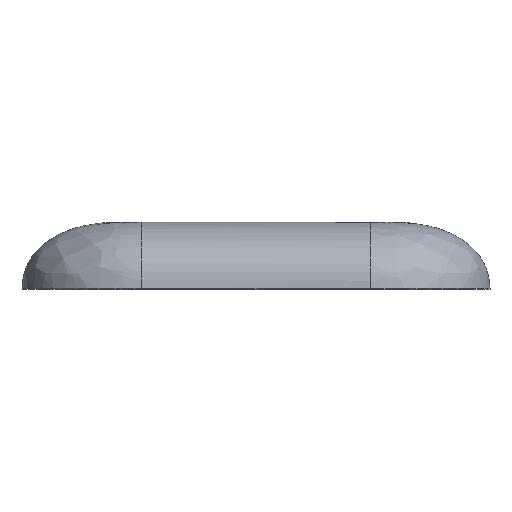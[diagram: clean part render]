
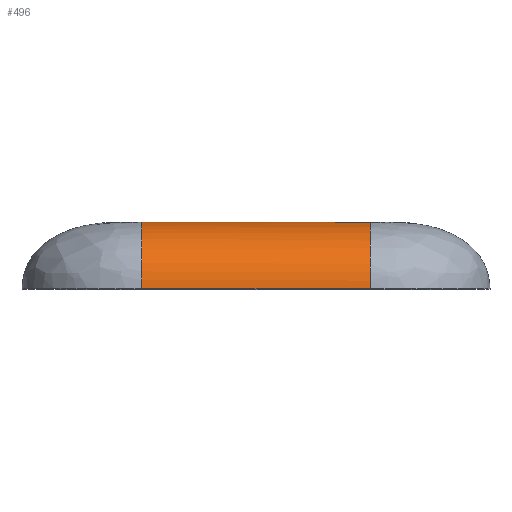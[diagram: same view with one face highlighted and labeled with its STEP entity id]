
A CAD part, top view. The second image highlights one B-rep face of the part: STEP entity #496.
In plain terms, the highlighted free-form (B-spline) face has degree [3, 1] with [16, 2] control points.
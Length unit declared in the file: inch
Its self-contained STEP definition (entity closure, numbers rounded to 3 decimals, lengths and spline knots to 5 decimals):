
#52=B_SPLINE_SURFACE_WITH_KNOTS('',3,1,((#1976,#1977),(#1978,#1979),(#1980,
#1981),(#1982,#1983),(#1984,#1985),(#1986,#1987),(#1988,#1989),(#1990,#1991),
(#1992,#1993),(#1994,#1995),(#1996,#1997),(#1998,#1999),(#2000,#2001),(#2002,
#2003),(#2004,#2005),(#2006,#2007)),.UNSPECIFIED.,.F.,.F.,.F.,(4,3,3,3,
3,4),(2,2),(-0.40766,-0.3098,-0.19119,-0.02059,
0.,0.02152),(0.,2.53492),.UNSPECIFIED.);
#72=FACE_OUTER_BOUND('',#105,.T.);
#105=EDGE_LOOP('',(#391,#392,#393,#394));
#191=B_SPLINE_CURVE_WITH_KNOTS('',3,(#1879,#1880,#1881,#1882,#1883,#1884,
#1885,#1886,#1887,#1888,#1889,#1890,#1891,#1892,#1893,#1894),
 .UNSPECIFIED.,.F.,.F.,(4,3,3,3,3,4),(-0.01144,0.,0.02059,
0.19119,0.3098,0.40604),.UNSPECIFIED.);
#197=B_SPLINE_CURVE_WITH_KNOTS('',3,(#2010,#2011,#2012,#2013,#2014,#2015,
#2016,#2017,#2018,#2019,#2020,#2021,#2022,#2023,#2024,#2025),
 .UNSPECIFIED.,.F.,.F.,(4,3,3,3,3,4),(-0.40604,-0.3098,
-0.19119,-0.02059,0.,0.01144),
 .UNSPECIFIED.);
#198=B_SPLINE_CURVE_WITH_KNOTS('',3,(#2026,#2027,#2028,#2029,#2030,#2031),
 .UNSPECIFIED.,.F.,.F.,(4,2,4),(-2.53492,-1.26746,0.),.UNSPECIFIED.);
#199=B_SPLINE_CURVE_WITH_KNOTS('',3,(#2032,#2033,#2034,#2035,#2036,#2037),
 .UNSPECIFIED.,.F.,.F.,(4,2,4),(-2.53492,-1.26746,0.),.UNSPECIFIED.);
#242=VERTEX_POINT('',#1877);
#243=VERTEX_POINT('',#1878);
#246=VERTEX_POINT('',#2008);
#247=VERTEX_POINT('',#2009);
#295=EDGE_CURVE('',#242,#243,#191,.T.);
#301=EDGE_CURVE('',#246,#247,#197,.T.);
#302=EDGE_CURVE('',#246,#243,#198,.T.);
#303=EDGE_CURVE('',#242,#247,#199,.F.);
#391=ORIENTED_EDGE('',*,*,#301,.F.);
#392=ORIENTED_EDGE('',*,*,#302,.T.);
#393=ORIENTED_EDGE('',*,*,#295,.F.);
#394=ORIENTED_EDGE('',*,*,#303,.T.);
#496=ADVANCED_FACE('',(#72),#52,.T.);
#1877=CARTESIAN_POINT('',(0.499,0.57,0.615));
#1878=CARTESIAN_POINT('',(0.499,0.28,1.02118));
#1879=CARTESIAN_POINT('Ctrl Pts',(0.499,0.57,0.615));
#1880=CARTESIAN_POINT('Ctrl Pts',(0.499,0.57,0.61833));
#1881=CARTESIAN_POINT('Ctrl Pts',(0.499,0.57,0.62167));
#1882=CARTESIAN_POINT('Ctrl Pts',(0.499,0.57,0.625));
#1883=CARTESIAN_POINT('Ctrl Pts',(0.499,0.57,0.63297));
#1884=CARTESIAN_POINT('Ctrl Pts',(0.499,0.5698,0.64105));
#1885=CARTESIAN_POINT('Ctrl Pts',(0.499,0.56942,0.64923));
#1886=CARTESIAN_POINT('Ctrl Pts',(0.499,0.56624,0.71699));
#1887=CARTESIAN_POINT('Ctrl Pts',(0.499,0.55144,0.79208));
#1888=CARTESIAN_POINT('Ctrl Pts',(0.499,0.51796,0.85993));
#1889=CARTESIAN_POINT('Ctrl Pts',(0.499,0.49468,0.90711));
#1890=CARTESIAN_POINT('Ctrl Pts',(0.499,0.46094,0.9522));
#1891=CARTESIAN_POINT('Ctrl Pts',(0.499,0.41263,0.98319));
#1892=CARTESIAN_POINT('Ctrl Pts',(0.499,0.37344,1.00833));
#1893=CARTESIAN_POINT('Ctrl Pts',(0.499,0.32519,1.02158));
#1894=CARTESIAN_POINT('Ctrl Pts',(0.499,0.28,1.02118));
#1976=CARTESIAN_POINT('Ctrl Pts',(0.499,0.27771,1.02115));
#1977=CARTESIAN_POINT('Ctrl Pts',(-0.499,0.27771,1.02115));
#1978=CARTESIAN_POINT('Ctrl Pts',(0.499,0.32355,1.02202));
#1979=CARTESIAN_POINT('Ctrl Pts',(-0.499,0.32355,1.02202));
#1980=CARTESIAN_POINT('Ctrl Pts',(0.499,0.37278,1.00875));
#1981=CARTESIAN_POINT('Ctrl Pts',(-0.499,0.37278,1.00875));
#1982=CARTESIAN_POINT('Ctrl Pts',(0.499,0.41263,0.98319));
#1983=CARTESIAN_POINT('Ctrl Pts',(-0.499,0.41263,0.98319));
#1984=CARTESIAN_POINT('Ctrl Pts',(0.499,0.46094,0.9522));
#1985=CARTESIAN_POINT('Ctrl Pts',(-0.499,0.46094,0.9522));
#1986=CARTESIAN_POINT('Ctrl Pts',(0.499,0.49468,0.90711));
#1987=CARTESIAN_POINT('Ctrl Pts',(-0.499,0.49468,0.90711));
#1988=CARTESIAN_POINT('Ctrl Pts',(0.499,0.51796,0.85993));
#1989=CARTESIAN_POINT('Ctrl Pts',(-0.499,0.51796,0.85993));
#1990=CARTESIAN_POINT('Ctrl Pts',(0.499,0.55144,0.79208));
#1991=CARTESIAN_POINT('Ctrl Pts',(-0.499,0.55144,0.79208));
#1992=CARTESIAN_POINT('Ctrl Pts',(0.499,0.56624,0.71699));
#1993=CARTESIAN_POINT('Ctrl Pts',(-0.499,0.56624,0.71699));
#1994=CARTESIAN_POINT('Ctrl Pts',(0.499,0.56942,0.64923));
#1995=CARTESIAN_POINT('Ctrl Pts',(-0.499,0.56942,0.64923));
#1996=CARTESIAN_POINT('Ctrl Pts',(0.499,0.5698,0.64105));
#1997=CARTESIAN_POINT('Ctrl Pts',(-0.499,0.5698,0.64105));
#1998=CARTESIAN_POINT('Ctrl Pts',(0.499,0.57,0.63297));
#1999=CARTESIAN_POINT('Ctrl Pts',(-0.499,0.57,0.63297));
#2000=CARTESIAN_POINT('Ctrl Pts',(0.499,0.57,0.625));
#2001=CARTESIAN_POINT('Ctrl Pts',(-0.499,0.57,0.625));
#2002=CARTESIAN_POINT('Ctrl Pts',(0.499,0.57,0.61873));
#2003=CARTESIAN_POINT('Ctrl Pts',(-0.499,0.57,0.61873));
#2004=CARTESIAN_POINT('Ctrl Pts',(0.499,0.57,0.61246));
#2005=CARTESIAN_POINT('Ctrl Pts',(-0.499,0.57,0.61246));
#2006=CARTESIAN_POINT('Ctrl Pts',(0.499,0.57,0.6062));
#2007=CARTESIAN_POINT('Ctrl Pts',(-0.499,0.57,0.6062));
#2008=CARTESIAN_POINT('',(-0.499,0.28,1.02118));
#2009=CARTESIAN_POINT('',(-0.499,0.57,0.615));
#2010=CARTESIAN_POINT('Ctrl Pts',(-0.499,0.28,1.02118));
#2011=CARTESIAN_POINT('Ctrl Pts',(-0.499,0.32519,1.02158));
#2012=CARTESIAN_POINT('Ctrl Pts',(-0.499,0.37344,1.00833));
#2013=CARTESIAN_POINT('Ctrl Pts',(-0.499,0.41263,0.98319));
#2014=CARTESIAN_POINT('Ctrl Pts',(-0.499,0.46094,0.9522));
#2015=CARTESIAN_POINT('Ctrl Pts',(-0.499,0.49468,0.90711));
#2016=CARTESIAN_POINT('Ctrl Pts',(-0.499,0.51796,0.85993));
#2017=CARTESIAN_POINT('Ctrl Pts',(-0.499,0.55144,0.79208));
#2018=CARTESIAN_POINT('Ctrl Pts',(-0.499,0.56624,0.71699));
#2019=CARTESIAN_POINT('Ctrl Pts',(-0.499,0.56942,0.64923));
#2020=CARTESIAN_POINT('Ctrl Pts',(-0.499,0.5698,0.64105));
#2021=CARTESIAN_POINT('Ctrl Pts',(-0.499,0.57,0.63297));
#2022=CARTESIAN_POINT('Ctrl Pts',(-0.499,0.57,0.625));
#2023=CARTESIAN_POINT('Ctrl Pts',(-0.499,0.57,0.62167));
#2024=CARTESIAN_POINT('Ctrl Pts',(-0.499,0.57,0.61833));
#2025=CARTESIAN_POINT('Ctrl Pts',(-0.499,0.57,0.615));
#2026=CARTESIAN_POINT('Ctrl Pts',(-0.499,0.28,1.02118));
#2027=CARTESIAN_POINT('Ctrl Pts',(-0.33267,0.28,1.02118));
#2028=CARTESIAN_POINT('Ctrl Pts',(-0.16633,0.28,1.02118));
#2029=CARTESIAN_POINT('Ctrl Pts',(0.16633,0.28,1.02118));
#2030=CARTESIAN_POINT('Ctrl Pts',(0.33267,0.28,1.02118));
#2031=CARTESIAN_POINT('Ctrl Pts',(0.499,0.28,1.02118));
#2032=CARTESIAN_POINT('Ctrl Pts',(-0.499,0.57,0.615));
#2033=CARTESIAN_POINT('Ctrl Pts',(-0.33267,0.57,0.615));
#2034=CARTESIAN_POINT('Ctrl Pts',(-0.16633,0.57,0.615));
#2035=CARTESIAN_POINT('Ctrl Pts',(0.16633,0.57,0.615));
#2036=CARTESIAN_POINT('Ctrl Pts',(0.33267,0.57,0.615));
#2037=CARTESIAN_POINT('Ctrl Pts',(0.499,0.57,0.615));
